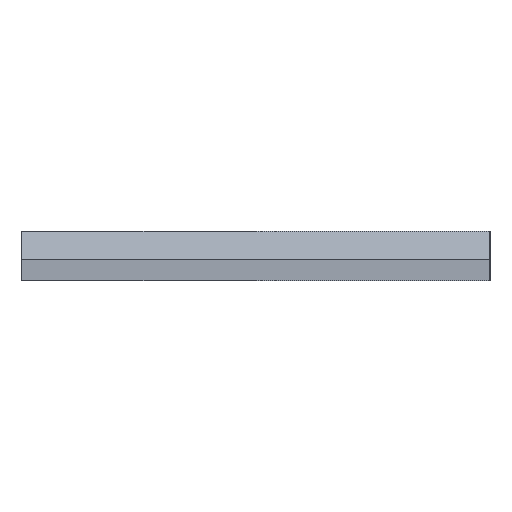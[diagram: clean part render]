
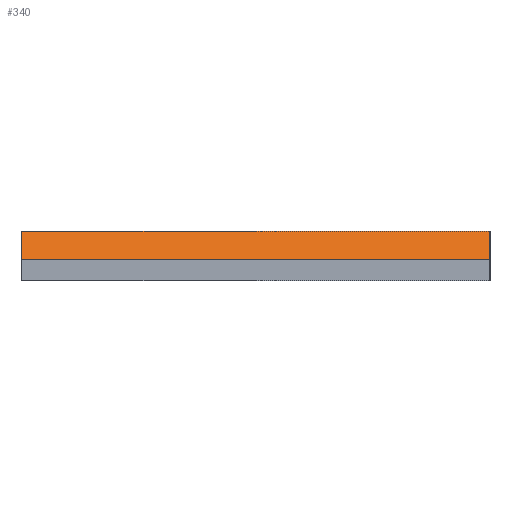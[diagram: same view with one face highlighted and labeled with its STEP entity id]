
A CAD part, left-side view. The second image highlights one B-rep face of the part: STEP entity #340.
In plain terms, the highlighted planar face has unit normal (-0.707, 0, 0.707).
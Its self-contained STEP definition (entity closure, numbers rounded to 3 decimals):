
#40 = VERTEX_POINT('',#41);
#41 = CARTESIAN_POINT('',(-10.,60.,3.));
#47 = EDGE_CURVE('',#48,#40,#50,.T.);
#48 = VERTEX_POINT('',#49);
#49 = CARTESIAN_POINT('',(-6.,60.,7.));
#50 = LINE('',#51,#52);
#51 = CARTESIAN_POINT('',(-6.,60.,7.));
#52 = VECTOR('',#53,1.);
#53 = DIRECTION('',(-0.707,0.,-0.707)
  );
#289 = EDGE_CURVE('',#48,#290,#292,.T.);
#290 = VERTEX_POINT('',#291);
#291 = CARTESIAN_POINT('',(-6.,-6.,7.));
#292 = LINE('',#293,#294);
#293 = CARTESIAN_POINT('',(-6.,60.,7.));
#294 = VECTOR('',#295,1.);
#295 = DIRECTION('',(0.,-1.,0.));
#340 = ADVANCED_FACE('',(#341),#359,.F.);
#341 = FACE_BOUND('',#342,.F.);
#342 = EDGE_LOOP('',(#343,#344,#345,#353));
#343 = ORIENTED_EDGE('',*,*,#47,.F.);
#344 = ORIENTED_EDGE('',*,*,#289,.T.);
#345 = ORIENTED_EDGE('',*,*,#346,.F.);
#346 = EDGE_CURVE('',#347,#290,#349,.T.);
#347 = VERTEX_POINT('',#348);
#348 = CARTESIAN_POINT('',(-10.,-6.,3.));
#349 = LINE('',#350,#351);
#350 = CARTESIAN_POINT('',(29.5,-6.,42.5));
#351 = VECTOR('',#352,1.);
#352 = DIRECTION('',(0.707,0.,0.707));
#353 = ORIENTED_EDGE('',*,*,#354,.F.);
#354 = EDGE_CURVE('',#40,#347,#355,.T.);
#355 = LINE('',#356,#357);
#356 = CARTESIAN_POINT('',(-10.,60.,3.));
#357 = VECTOR('',#358,1.);
#358 = DIRECTION('',(0.,-1.,0.));
#359 = PLANE('',#360);
#360 = AXIS2_PLACEMENT_3D('',#361,#362,#363);
#361 = CARTESIAN_POINT('',(-6.,60.,7.));
#362 = DIRECTION('',(0.707,0.,-0.707)
  );
#363 = DIRECTION('',(-0.707,0.,-0.707
    ));
